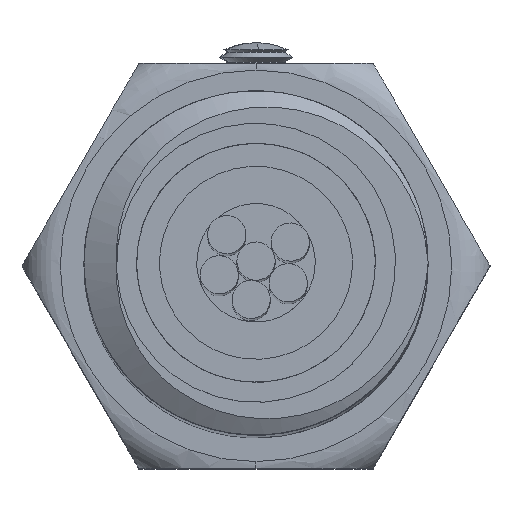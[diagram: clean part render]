
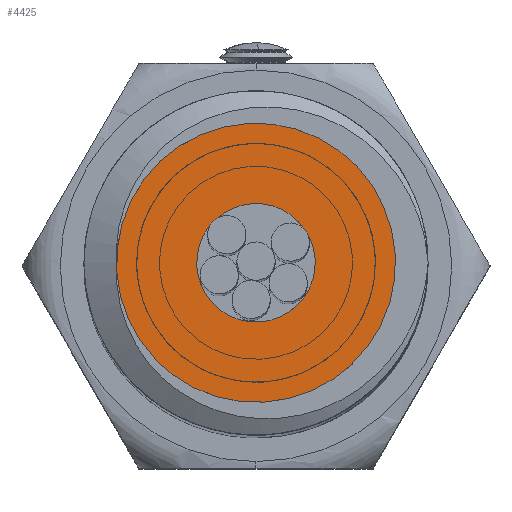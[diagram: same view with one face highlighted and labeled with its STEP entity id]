
A CAD part, top view. The second image highlights one B-rep face of the part: STEP entity #4425.
In plain terms, the highlighted planar face has unit normal (0, 0, 1).
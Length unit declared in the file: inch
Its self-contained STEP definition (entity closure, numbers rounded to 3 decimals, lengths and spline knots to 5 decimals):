
#52 = DIRECTION ( 'NONE',  ( 0., 0., 1. ) ) ;
#966 = DIRECTION ( 'NONE',  ( 0., 0., 1. ) ) ;
#1170 = CARTESIAN_POINT ( 'NONE',  ( 0.365, 0., 0.235 ) ) ;
#1322 = CARTESIAN_POINT ( 'NONE',  ( 0., 0., 0.235 ) ) ;
#2128 = EDGE_CURVE ( 'NONE', #13116, #7343, #11068, .T. ) ;
#3178 = DIRECTION ( 'NONE',  ( 0., 0., 1. ) ) ;
#4419 = DIRECTION ( 'NONE',  ( 1., 0., 0. ) ) ;
#4425 = ADVANCED_FACE ( 'NONE', ( #9807, #6025 ), #6934, .T. ) ;
#4472 = ORIENTED_EDGE ( 'NONE', *, *, #2128, .T. ) ;
#4756 = AXIS2_PLACEMENT_3D ( 'NONE', #9321, #13526, #13581 ) ;
#4918 = CIRCLE ( 'NONE', #6285, 0.155 ) ;
#5111 = DIRECTION ( 'NONE',  ( 1., 0., 0. ) ) ;
#5165 = EDGE_CURVE ( 'NONE', #17759, #14721, #9368, .T. ) ;
#5815 = AXIS2_PLACEMENT_3D ( 'NONE', #1322, #14262, #16973 ) ;
#6025 = FACE_OUTER_BOUND ( 'NONE', #12829, .T. ) ;
#6034 = AXIS2_PLACEMENT_3D ( 'NONE', #8855, #3178, #10709 ) ;
#6285 = AXIS2_PLACEMENT_3D ( 'NONE', #11449, #52, #4419 ) ;
#6334 = CIRCLE ( 'NONE', #9365, 0.365 ) ;
#6643 = CARTESIAN_POINT ( 'NONE',  ( -0.155, 0., 0.235 ) ) ;
#6934 = PLANE ( 'NONE',  #6034 ) ;
#7343 = VERTEX_POINT ( 'NONE', #1170 ) ;
#8855 = CARTESIAN_POINT ( 'NONE',  ( 0., 0., 0.235 ) ) ;
#9321 = CARTESIAN_POINT ( 'NONE',  ( 0., 0., 0.235 ) ) ;
#9365 = AXIS2_PLACEMENT_3D ( 'NONE', #12194, #966, #5111 ) ;
#9368 = CIRCLE ( 'NONE', #5815, 0.155 ) ;
#9807 = FACE_BOUND ( 'NONE', #11046, .T. ) ;
#10115 = ORIENTED_EDGE ( 'NONE', *, *, #10196, .T. ) ;
#10196 = EDGE_CURVE ( 'NONE', #7343, #13116, #6334, .T. ) ;
#10709 = DIRECTION ( 'NONE',  ( 1., 0., 0. ) ) ;
#11046 = EDGE_LOOP ( 'NONE', ( #14602, #13458 ) ) ;
#11068 = CIRCLE ( 'NONE', #4756, 0.365 ) ;
#11449 = CARTESIAN_POINT ( 'NONE',  ( 0., 0., 0.235 ) ) ;
#12093 = CARTESIAN_POINT ( 'NONE',  ( -0.365, 0., 0.235 ) ) ;
#12194 = CARTESIAN_POINT ( 'NONE',  ( 0., 0., 0.235 ) ) ;
#12829 = EDGE_LOOP ( 'NONE', ( #4472, #10115 ) ) ;
#13116 = VERTEX_POINT ( 'NONE', #12093 ) ;
#13458 = ORIENTED_EDGE ( 'NONE', *, *, #17646, .F. ) ;
#13526 = DIRECTION ( 'NONE',  ( 0., 0., 1. ) ) ;
#13558 = CARTESIAN_POINT ( 'NONE',  ( 0.155, 0., 0.235 ) ) ;
#13581 = DIRECTION ( 'NONE',  ( 1., 0., 0. ) ) ;
#14262 = DIRECTION ( 'NONE',  ( 0., 0., 1. ) ) ;
#14602 = ORIENTED_EDGE ( 'NONE', *, *, #5165, .F. ) ;
#14721 = VERTEX_POINT ( 'NONE', #6643 ) ;
#16973 = DIRECTION ( 'NONE',  ( 1., 0., 0. ) ) ;
#17646 = EDGE_CURVE ( 'NONE', #14721, #17759, #4918, .T. ) ;
#17759 = VERTEX_POINT ( 'NONE', #13558 ) ;
